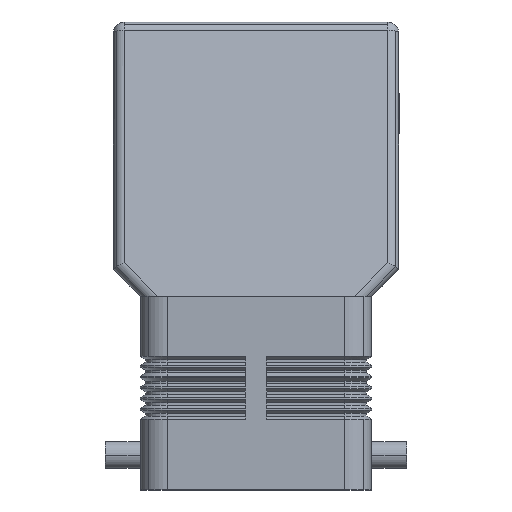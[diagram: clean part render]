
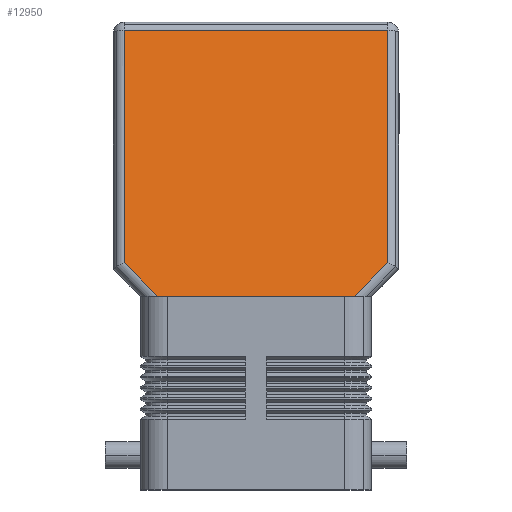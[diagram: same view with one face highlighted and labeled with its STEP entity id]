
A CAD part, left-side view. The second image highlights one B-rep face of the part: STEP entity #12950.
In plain terms, the highlighted planar face has unit normal (-0.976, 0, 0.216).
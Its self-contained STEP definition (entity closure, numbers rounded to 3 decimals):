
#254=CARTESIAN_POINT('',(-58.612,-24.5,42.261));
#255=VERTEX_POINT('',#254);
#263=CARTESIAN_POINT('',(-60.0,-18.239,36.));
#264=VERTEX_POINT('',#263);
#265=CARTESIAN_POINT('',(-58.612,-24.5,42.261));
#266=DIRECTION('',(-0.155,0.699,-0.699));
#267=VECTOR('',#266,8.963);
#268=LINE('',#265,#267);
#269=EDGE_CURVE('',#255,#264,#268,.T.);
#587=CARTESIAN_POINT('',(-60.0,18.239,36.));
#588=VERTEX_POINT('',#587);
#596=CARTESIAN_POINT('',(-58.612,24.5,42.261));
#597=VERTEX_POINT('',#596);
#598=CARTESIAN_POINT('',(-60.0,18.239,36.));
#599=DIRECTION('',(0.155,0.699,0.699));
#600=VECTOR('',#599,8.963);
#601=LINE('',#598,#600);
#602=EDGE_CURVE('',#588,#597,#601,.T.);
#4477=CARTESIAN_POINT('',(-60.,-16.5,36.));
#4478=VERTEX_POINT('',#4477);
#4485=CARTESIAN_POINT('',(-60.,16.5,36.));
#4486=VERTEX_POINT('',#4485);
#4487=CARTESIAN_POINT('',(-60.,-16.5,36.));
#4488=DIRECTION('',(0.0,1.0,0.0));
#4489=VECTOR('',#4488,33.0);
#4490=LINE('',#4487,#4489);
#4491=EDGE_CURVE('',#4478,#4486,#4490,.T.);
#12622=CARTESIAN_POINT('',(-49.041,-24.5,85.433));
#12623=VERTEX_POINT('',#12622);
#12690=CARTESIAN_POINT('',(-49.041,24.5,85.433));
#12691=VERTEX_POINT('',#12690);
#12717=CARTESIAN_POINT('',(-58.612,24.5,42.261));
#12718=DIRECTION('',(0.216,0.0,0.976));
#12719=VECTOR('',#12718,44.22);
#12720=LINE('',#12717,#12719);
#12721=EDGE_CURVE('',#597,#12691,#12720,.T.);
#12734=CARTESIAN_POINT('',(-49.041,24.5,85.433));
#12735=DIRECTION('',(0.0,-1.0,0.0));
#12736=VECTOR('',#12735,49.0);
#12737=LINE('',#12734,#12736);
#12738=EDGE_CURVE('',#12691,#12623,#12737,.T.);
#12768=CARTESIAN_POINT('',(-49.041,-24.5,85.433));
#12769=DIRECTION('',(-0.216,0.0,-0.976));
#12770=VECTOR('',#12769,44.22);
#12771=LINE('',#12768,#12770);
#12772=EDGE_CURVE('',#12623,#255,#12771,.T.);
#12912=CARTESIAN_POINT('',(-60.0,-18.239,36.));
#12913=DIRECTION('',(0.0,1.0,0.0));
#12914=VECTOR('',#12913,1.739);
#12915=LINE('',#12912,#12914);
#12916=EDGE_CURVE('',#264,#4478,#12915,.T.);
#12930=CARTESIAN_POINT('',(-48.694,0.0,87.));
#12931=DIRECTION('',(-0.976,0.0,0.216));
#12932=DIRECTION('',(0.216,0.0,0.976));
#12933=AXIS2_PLACEMENT_3D('',#12930,#12931,#12932);
#12934=PLANE('',#12933);
#12935=ORIENTED_EDGE('',*,*,#269,.F.);
#12936=ORIENTED_EDGE('',*,*,#12772,.F.);
#12937=ORIENTED_EDGE('',*,*,#12738,.F.);
#12938=ORIENTED_EDGE('',*,*,#12721,.F.);
#12939=ORIENTED_EDGE('',*,*,#602,.F.);
#12940=CARTESIAN_POINT('',(-60.,16.5,36.));
#12941=DIRECTION('',(0.0,1.0,0.0));
#12942=VECTOR('',#12941,1.739);
#12943=LINE('',#12940,#12942);
#12944=EDGE_CURVE('',#4486,#588,#12943,.T.);
#12945=ORIENTED_EDGE('',*,*,#12944,.F.);
#12946=ORIENTED_EDGE('',*,*,#4491,.F.);
#12947=ORIENTED_EDGE('',*,*,#12916,.F.);
#12948=EDGE_LOOP('',(#12935,#12936,#12937,#12938,#12939,#12945,#12946,#12947));
#12949=FACE_OUTER_BOUND('',#12948,.T.);
#12950=ADVANCED_FACE('',(#12949),#12934,.T.);
